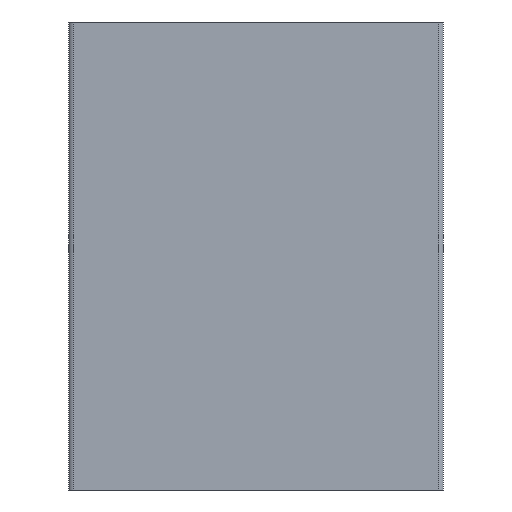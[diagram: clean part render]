
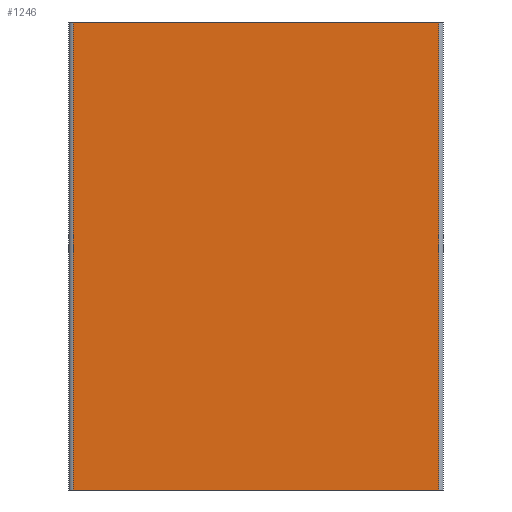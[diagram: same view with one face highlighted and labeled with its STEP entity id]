
A CAD part, left-side view. The second image highlights one B-rep face of the part: STEP entity #1246.
In plain terms, the highlighted planar face has unit normal (-1, 0, 0).
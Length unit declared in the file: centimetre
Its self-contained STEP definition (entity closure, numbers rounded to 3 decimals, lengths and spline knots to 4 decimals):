
#37=PLANE('',#1315);
#142=VECTOR('',#1432,1.);
#155=VECTOR('',#1456,1.);
#157=VECTOR('',#1461,1.);
#158=VECTOR('',#1462,1.);
#314=LINE('',#1734,#142);
#327=LINE('',#1766,#155);
#329=LINE('',#1772,#157);
#330=LINE('',#1774,#158);
#487=VERTEX_POINT('',#1733);
#488=VERTEX_POINT('',#1735);
#501=VERTEX_POINT('',#1767);
#503=VERTEX_POINT('',#1773);
#617=EDGE_CURVE('',#488,#487,#314,.T.);
#633=EDGE_CURVE('',#488,#501,#327,.T.);
#636=EDGE_CURVE('',#503,#487,#329,.T.);
#637=EDGE_CURVE('',#503,#501,#330,.T.);
#824=ORIENTED_EDGE('',*,*,#633,.F.);
#825=ORIENTED_EDGE('',*,*,#617,.T.);
#826=ORIENTED_EDGE('',*,*,#636,.F.);
#827=ORIENTED_EDGE('',*,*,#637,.T.);
#1113=EDGE_LOOP('',(#824,#825,#826,#827));
#1181=FACE_BOUND('',#1113,.T.);
#1246=ADVANCED_FACE('',(#1181),#37,.T.);
#1315=AXIS2_PLACEMENT_3D('',#1771,#1460,$);
#1432=DIRECTION('',(0.,1.,0.));
#1456=DIRECTION('',(0.,0.,-1.));
#1460=DIRECTION('',(-1.,0.,0.));
#1461=DIRECTION('',(0.,0.,1.));
#1462=DIRECTION('',(0.,-1.,0.));
#1733=CARTESIAN_POINT('',(-2.,1.95,5.));
#1734=CARTESIAN_POINT('',(-2.,-2.,5.));
#1735=CARTESIAN_POINT('',(-2.,-1.95,5.));
#1766=CARTESIAN_POINT('',(-2.,-1.95,0.));
#1767=CARTESIAN_POINT('',(-2.,-1.95,0.));
#1771=CARTESIAN_POINT('',(-2.,1.,0.));
#1772=CARTESIAN_POINT('',(-2.,1.95,0.));
#1773=CARTESIAN_POINT('',(-2.,1.95,0.));
#1774=CARTESIAN_POINT('',(-2.,2.,0.));
